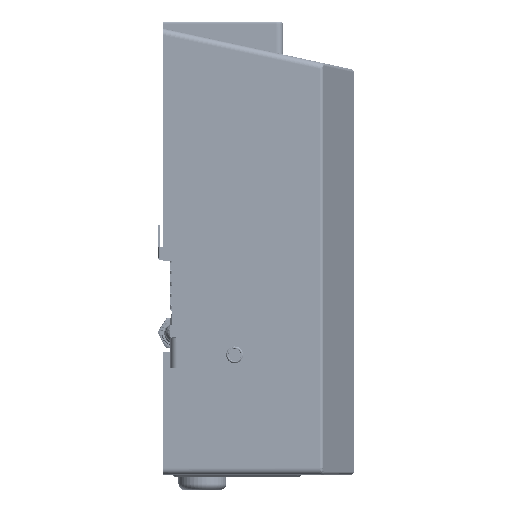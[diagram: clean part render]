
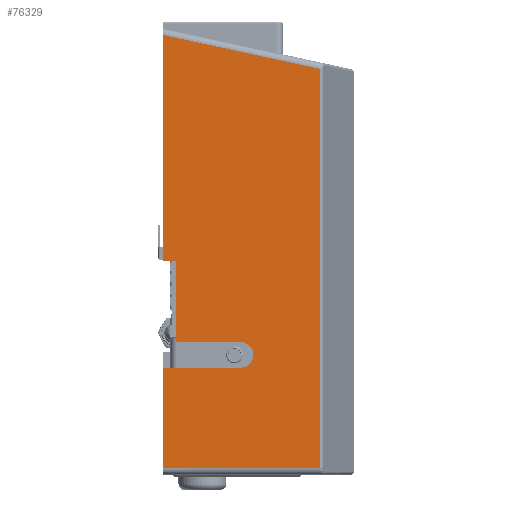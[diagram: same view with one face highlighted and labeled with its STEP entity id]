
A CAD part, left-side view. The second image highlights one B-rep face of the part: STEP entity #76329.
In plain terms, the highlighted face is planar.
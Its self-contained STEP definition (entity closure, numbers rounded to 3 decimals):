
#173=ELLIPSE('',#81830,20.001,20.);
#13084=FACE_OUTER_BOUND('',#17342,.T.);
#17342=EDGE_LOOP('',(#58041,#58042,#58043,#58044,#58045,#58046,#58047,#58048,
#58049,#58050));
#22484=LINE('',#130361,#28380);
#22492=LINE('',#130377,#28388);
#22518=LINE('',#130438,#28414);
#22519=LINE('',#130441,#28415);
#22520=LINE('',#130443,#28416);
#22521=LINE('',#130445,#28417);
#22522=LINE('',#130446,#28418);
#22523=LINE('',#130448,#28419);
#22524=LINE('',#130449,#28420);
#28380=VECTOR('',#92638,127.);
#28388=VECTOR('',#92650,20.001);
#28414=VECTOR('',#92702,102.003);
#28415=VECTOR('',#92705,122.004);
#28416=VECTOR('',#92706,158.);
#28417=VECTOR('',#92707,246.506);
#28418=VECTOR('',#92708,626.343);
#28419=VECTOR('',#92709,252.225);
#28420=VECTOR('',#92710,354.751);
#34911=VERTEX_POINT('',#129921);
#35032=VERTEX_POINT('',#130358);
#35033=VERTEX_POINT('',#130360);
#35039=VERTEX_POINT('',#130376);
#35060=VERTEX_POINT('',#130432);
#35061=VERTEX_POINT('',#130434);
#35062=VERTEX_POINT('',#130440);
#35063=VERTEX_POINT('',#130442);
#35064=VERTEX_POINT('',#130444);
#35065=VERTEX_POINT('',#130447);
#43988=EDGE_CURVE('',#35033,#35032,#22484,.T.);
#43996=EDGE_CURVE('',#35039,#35033,#22492,.T.);
#44025=EDGE_CURVE('',#35060,#35061,#173,.T.);
#44027=EDGE_CURVE('',#35032,#35061,#22518,.T.);
#44028=EDGE_CURVE('',#35062,#35060,#22519,.T.);
#44029=EDGE_CURVE('',#35063,#35062,#22520,.T.);
#44030=EDGE_CURVE('',#35064,#35063,#22521,.T.);
#44031=EDGE_CURVE('',#34911,#35064,#22522,.T.);
#44032=EDGE_CURVE('',#35065,#34911,#22523,.T.);
#44033=EDGE_CURVE('',#35039,#35065,#22524,.T.);
#58041=ORIENTED_EDGE('',*,*,#44028,.F.);
#58042=ORIENTED_EDGE('',*,*,#44029,.F.);
#58043=ORIENTED_EDGE('',*,*,#44030,.F.);
#58044=ORIENTED_EDGE('',*,*,#44031,.F.);
#58045=ORIENTED_EDGE('',*,*,#44032,.F.);
#58046=ORIENTED_EDGE('',*,*,#44033,.F.);
#58047=ORIENTED_EDGE('',*,*,#43996,.T.);
#58048=ORIENTED_EDGE('',*,*,#43988,.T.);
#58049=ORIENTED_EDGE('',*,*,#44027,.T.);
#58050=ORIENTED_EDGE('',*,*,#44025,.F.);
#73838=PLANE('',#81832);
#76329=ADVANCED_FACE('',(#13084),#73838,.F.);
#81830=AXIS2_PLACEMENT_3D('',#130435,#92697,#92698);
#81832=AXIS2_PLACEMENT_3D('',#130439,#92703,#92704);
#92638=DIRECTION('',(0.,-1.,0.));
#92650=DIRECTION('',(1.,0.,0.008));
#92697=DIRECTION('center_axis',(-0.008,0.,
1.));
#92698=DIRECTION('ref_axis',(1.,0.,0.008));
#92702=DIRECTION('',(1.,0.,0.008));
#92703=DIRECTION('center_axis',(0.008,0.,-1.));
#92704=DIRECTION('ref_axis',(-1.,0.,-0.008));
#92705=DIRECTION('',(1.,0.,0.008));
#92706=DIRECTION('',(0.,1.,0.));
#92707=DIRECTION('',(-1.,0.,-0.008));
#92708=DIRECTION('',(0.,-1.,0.));
#92709=DIRECTION('',(0.977,-0.212,0.008));
#92710=DIRECTION('',(0.,1.,0.));
#129921=CARTESIAN_POINT('',(-53.502,276.343,297.896));
#130358=CARTESIAN_POINT('',(-280.,-152.,296.154));
#130360=CARTESIAN_POINT('',(-280.,-25.,296.154));
#130361=CARTESIAN_POINT('',(-280.,-25.,296.154));
#130376=CARTESIAN_POINT('',(-300.,-25.,296.));
#130377=CARTESIAN_POINT('',(-300.,-25.,296.));
#130432=CARTESIAN_POINT('',(-178.,-192.,296.938));
#130434=CARTESIAN_POINT('',(-178.,-152.,296.938));
#130435=CARTESIAN_POINT('Origin',(-178.,-172.,296.938));
#130438=CARTESIAN_POINT('',(-280.,-152.,296.154));
#130439=CARTESIAN_POINT('Origin',(-176.751,-363.595,296.948));
#130440=CARTESIAN_POINT('',(-300.,-192.,296.));
#130441=CARTESIAN_POINT('',(-300.,-192.,296.));
#130442=CARTESIAN_POINT('',(-300.,-350.,296.));
#130443=CARTESIAN_POINT('',(-300.,-350.,296.));
#130444=CARTESIAN_POINT('',(-53.502,-350.,297.896));
#130445=CARTESIAN_POINT('',(-53.502,-350.,297.896));
#130446=CARTESIAN_POINT('',(-53.502,276.343,297.896));
#130447=CARTESIAN_POINT('',(-300.,329.751,296.));
#130448=CARTESIAN_POINT('',(-300.,329.751,296.));
#130449=CARTESIAN_POINT('',(-300.,-25.,296.));
